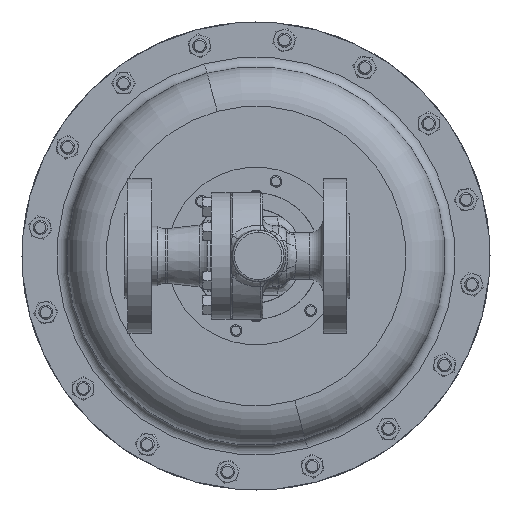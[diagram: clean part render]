
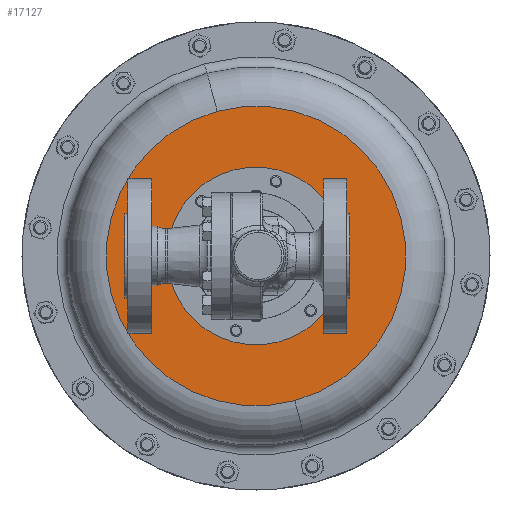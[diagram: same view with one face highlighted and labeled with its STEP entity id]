
A CAD part, front view. The second image highlights one B-rep face of the part: STEP entity #17127.
In plain terms, the highlighted planar face has unit normal (0, -1, 0).
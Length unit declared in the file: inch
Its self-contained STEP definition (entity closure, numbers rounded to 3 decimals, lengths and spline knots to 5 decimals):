
#252 = VERTEX_POINT ( 'NONE', #3130 ) ;
#694 = VERTEX_POINT ( 'NONE', #3115 ) ;
#1201 = EDGE_LOOP ( 'NONE', ( #20808, #17152 ) ) ;
#1478 = VERTEX_POINT ( 'NONE', #29345 ) ;
#1790 = EDGE_CURVE ( 'NONE', #694, #1478, #12211, .T. ) ;
#2200 = AXIS2_PLACEMENT_3D ( 'NONE', #3011, #19459, #5428 ) ;
#2365 = DIRECTION ( 'NONE',  ( 0.707, 0., 0.707 ) ) ;
#3011 = CARTESIAN_POINT ( 'NONE',  ( 0.34409, 10.12786, 4.93247 ) ) ;
#3115 = CARTESIAN_POINT ( 'NONE',  ( 1.37937, 10.12786, 1.06877 ) ) ;
#3130 = CARTESIAN_POINT ( 'NONE',  ( 2.02347, 10.12786, 6.61185 ) ) ;
#5428 = DIRECTION ( 'NONE',  ( -0.259, 0., 0.966 ) ) ;
#5612 = EDGE_CURVE ( 'NONE', #11775, #252, #28706, .T. ) ;
#6204 = CIRCLE ( 'NONE', #11405, 2.375 ) ;
#6369 = CARTESIAN_POINT ( 'NONE',  ( 0.34409, 10.12786, 4.93247 ) ) ;
#7622 = PLANE ( 'NONE',  #16692 ) ;
#8737 = DIRECTION ( 'NONE',  ( 0.707, 0., 0.707 ) ) ;
#9897 = FACE_OUTER_BOUND ( 'NONE', #13604, .T. ) ;
#11405 = AXIS2_PLACEMENT_3D ( 'NONE', #6369, #22837, #8737 ) ;
#11514 = DIRECTION ( 'NONE',  ( 0., 1., 0. ) ) ;
#11775 = VERTEX_POINT ( 'NONE', #20065 ) ;
#12211 = CIRCLE ( 'NONE', #2200, 4. ) ;
#12322 = EDGE_CURVE ( 'NONE', #1478, #694, #24259, .T. ) ;
#12358 = CARTESIAN_POINT ( 'NONE',  ( 4.2078, 10.12786, 5.96775 ) ) ;
#13604 = EDGE_LOOP ( 'NONE', ( #14004, #17090 ) ) ;
#14004 = ORIENTED_EDGE ( 'NONE', *, *, #12322, .F. ) ;
#14706 = DIRECTION ( 'NONE',  ( 0.259, 0., -0.966 ) ) ;
#15401 = FACE_BOUND ( 'NONE', #1201, .T. ) ;
#16157 = AXIS2_PLACEMENT_3D ( 'NONE', #30715, #16495, #2365 ) ;
#16495 = DIRECTION ( 'NONE',  ( 0., 1., 0. ) ) ;
#16692 = AXIS2_PLACEMENT_3D ( 'NONE', #12358, #28877, #14706 ) ;
#17090 = ORIENTED_EDGE ( 'NONE', *, *, #1790, .F. ) ;
#17127 = ADVANCED_FACE ( 'NONE', ( #9897, #15401 ), #7622, .T. ) ;
#17152 = ORIENTED_EDGE ( 'NONE', *, *, #17373, .T. ) ;
#17373 = EDGE_CURVE ( 'NONE', #252, #11775, #6204, .T. ) ;
#19459 = DIRECTION ( 'NONE',  ( 0., 1., 0. ) ) ;
#20065 = CARTESIAN_POINT ( 'NONE',  ( -1.33528, 10.12786, 3.25309 ) ) ;
#20808 = ORIENTED_EDGE ( 'NONE', *, *, #5612, .T. ) ;
#22837 = DIRECTION ( 'NONE',  ( 0., 1., 0. ) ) ;
#24259 = CIRCLE ( 'NONE', #26717, 4. ) ;
#25649 = CARTESIAN_POINT ( 'NONE',  ( 0.34409, 10.12786, 4.93247 ) ) ;
#26717 = AXIS2_PLACEMENT_3D ( 'NONE', #25649, #11514, #28022 ) ;
#28022 = DIRECTION ( 'NONE',  ( -0.259, 0., 0.966 ) ) ;
#28706 = CIRCLE ( 'NONE', #16157, 2.375 ) ;
#28877 = DIRECTION ( 'NONE',  ( 0., -1., 0. ) ) ;
#29345 = CARTESIAN_POINT ( 'NONE',  ( -0.69118, 10.12786, 8.79618 ) ) ;
#30715 = CARTESIAN_POINT ( 'NONE',  ( 0.34409, 10.12786, 4.93247 ) ) ;
